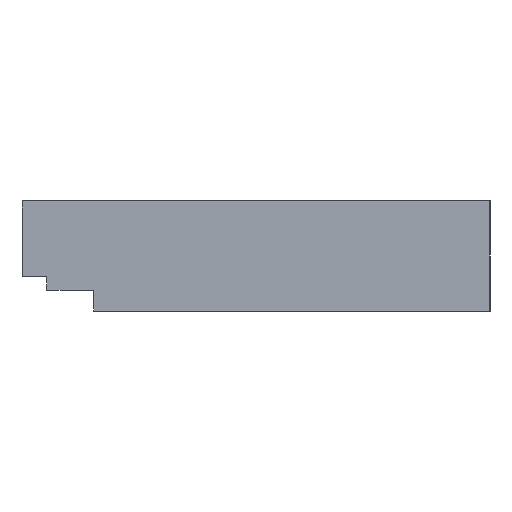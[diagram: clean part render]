
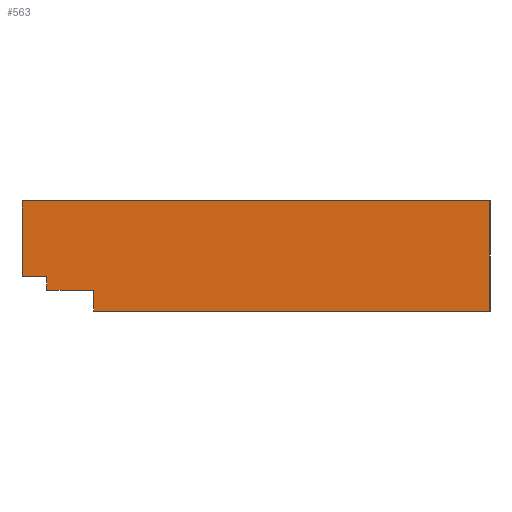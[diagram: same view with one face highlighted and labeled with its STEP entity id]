
A CAD part, left-side view. The second image highlights one B-rep face of the part: STEP entity #563.
In plain terms, the highlighted planar face has unit normal (-1, 0, 0).
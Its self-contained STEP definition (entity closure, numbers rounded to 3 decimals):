
#4 = LINE ( 'NONE', #405, #1081 ) ;
#52 = EDGE_CURVE ( 'NONE', #1199, #58, #636, .T. ) ;
#58 = VERTEX_POINT ( 'NONE', #315 ) ;
#63 = PLANE ( 'NONE',  #368 ) ;
#64 = LINE ( 'NONE', #656, #1382 ) ;
#92 = CARTESIAN_POINT ( 'NONE',  ( 0., 32.2, 2.5 ) ) ;
#179 = VERTEX_POINT ( 'NONE', #233 ) ;
#187 = DIRECTION ( 'NONE',  ( 0., 0., -1. ) ) ;
#192 = DIRECTION ( 'NONE',  ( 0., -1., 0. ) ) ;
#219 = EDGE_CURVE ( 'NONE', #705, #738, #1166, .T. ) ;
#233 = CARTESIAN_POINT ( 'NONE',  ( 0., 34., 8. ) ) ;
#272 = VECTOR ( 'NONE', #1261, 1000. ) ;
#301 = ORIENTED_EDGE ( 'NONE', *, *, #562, .T. ) ;
#303 = ORIENTED_EDGE ( 'NONE', *, *, #1517, .T. ) ;
#314 = VECTOR ( 'NONE', #1183, 1000. ) ;
#315 = CARTESIAN_POINT ( 'NONE',  ( 0., 32.2, 1.5 ) ) ;
#317 = CARTESIAN_POINT ( 'NONE',  ( 0., 28.8, 0. ) ) ;
#324 = ORIENTED_EDGE ( 'NONE', *, *, #534, .F. ) ;
#347 = ORIENTED_EDGE ( 'NONE', *, *, #475, .F. ) ;
#368 = AXIS2_PLACEMENT_3D ( 'NONE', #525, #648, #546 ) ;
#384 = CARTESIAN_POINT ( 'NONE',  ( 0., 0., 8. ) ) ;
#385 = LINE ( 'NONE', #1128, #272 ) ;
#405 = CARTESIAN_POINT ( 'NONE',  ( 0., 34., 8. ) ) ;
#475 = EDGE_CURVE ( 'NONE', #179, #1519, #385, .T. ) ;
#525 = CARTESIAN_POINT ( 'NONE',  ( 0., 34., 8. ) ) ;
#534 = EDGE_CURVE ( 'NONE', #1519, #1479, #64, .T. ) ;
#546 = DIRECTION ( 'NONE',  ( 0., 0., -1. ) ) ;
#562 = EDGE_CURVE ( 'NONE', #179, #1357, #4, .T. ) ;
#563 = ADVANCED_FACE ( 'NONE', ( #948 ), #63, .F. ) ;
#575 = VECTOR ( 'NONE', #1472, 1000. ) ;
#588 = LINE ( 'NONE', #1130, #1036 ) ;
#589 = ORIENTED_EDGE ( 'NONE', *, *, #619, .T. ) ;
#590 = CARTESIAN_POINT ( 'NONE',  ( 0., 34., 2.5 ) ) ;
#619 = EDGE_CURVE ( 'NONE', #738, #1479, #1210, .T. ) ;
#636 = LINE ( 'NONE', #1556, #314 ) ;
#648 = DIRECTION ( 'NONE',  ( 1., 0., 0. ) ) ;
#656 = CARTESIAN_POINT ( 'NONE',  ( 0., 0., 8. ) ) ;
#705 = VERTEX_POINT ( 'NONE', #1427 ) ;
#738 = VERTEX_POINT ( 'NONE', #317 ) ;
#843 = EDGE_LOOP ( 'NONE', ( #1426, #1284, #589, #324, #347, #301, #303, #1410 ) ) ;
#863 = CARTESIAN_POINT ( 'NONE',  ( 0., 0., 0. ) ) ;
#898 = DIRECTION ( 'NONE',  ( 0., -1., 0. ) ) ;
#919 = CARTESIAN_POINT ( 'NONE',  ( 0., 32.2, 1.5 ) ) ;
#948 = FACE_OUTER_BOUND ( 'NONE', #843, .T. ) ;
#1036 = VECTOR ( 'NONE', #1249, 1000. ) ;
#1038 = CARTESIAN_POINT ( 'NONE',  ( 0., 34., 0. ) ) ;
#1081 = VECTOR ( 'NONE', #187, 1000. ) ;
#1119 = EDGE_CURVE ( 'NONE', #58, #705, #1585, .T. ) ;
#1128 = CARTESIAN_POINT ( 'NONE',  ( 0., 34., 8. ) ) ;
#1130 = CARTESIAN_POINT ( 'NONE',  ( 0., 32.2, 2.5 ) ) ;
#1166 = LINE ( 'NONE', #1582, #575 ) ;
#1183 = DIRECTION ( 'NONE',  ( 0., 0., -1. ) ) ;
#1199 = VERTEX_POINT ( 'NONE', #92 ) ;
#1210 = LINE ( 'NONE', #1038, #1248 ) ;
#1248 = VECTOR ( 'NONE', #898, 1000. ) ;
#1249 = DIRECTION ( 'NONE',  ( 0., -1., 0. ) ) ;
#1261 = DIRECTION ( 'NONE',  ( 0., -1., 0. ) ) ;
#1284 = ORIENTED_EDGE ( 'NONE', *, *, #219, .T. ) ;
#1357 = VERTEX_POINT ( 'NONE', #590 ) ;
#1382 = VECTOR ( 'NONE', #1511, 1000. ) ;
#1410 = ORIENTED_EDGE ( 'NONE', *, *, #52, .T. ) ;
#1426 = ORIENTED_EDGE ( 'NONE', *, *, #1119, .T. ) ;
#1427 = CARTESIAN_POINT ( 'NONE',  ( 0., 28.8, 1.5 ) ) ;
#1472 = DIRECTION ( 'NONE',  ( 0., 0., -1. ) ) ;
#1479 = VERTEX_POINT ( 'NONE', #863 ) ;
#1511 = DIRECTION ( 'NONE',  ( 0., 0., -1. ) ) ;
#1517 = EDGE_CURVE ( 'NONE', #1357, #1199, #588, .T. ) ;
#1519 = VERTEX_POINT ( 'NONE', #384 ) ;
#1542 = VECTOR ( 'NONE', #192, 1000. ) ;
#1556 = CARTESIAN_POINT ( 'NONE',  ( 0., 32.2, 1.5 ) ) ;
#1582 = CARTESIAN_POINT ( 'NONE',  ( 0., 28.8, 1.5 ) ) ;
#1585 = LINE ( 'NONE', #919, #1542 ) ;
